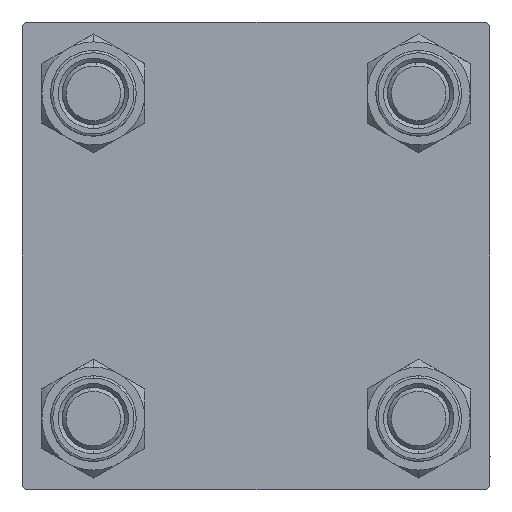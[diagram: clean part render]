
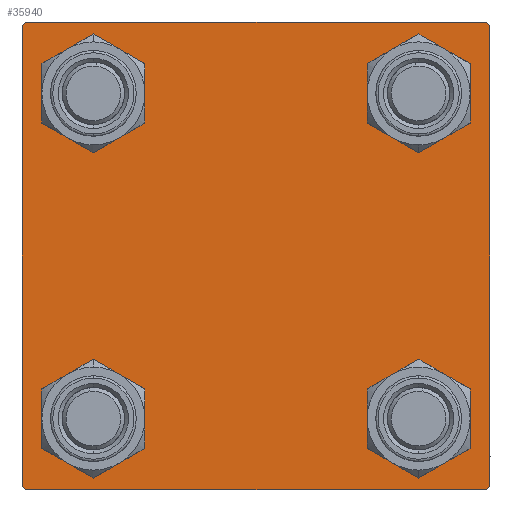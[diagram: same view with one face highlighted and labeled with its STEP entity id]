
A CAD part, left-side view. The second image highlights one B-rep face of the part: STEP entity #35940.
In plain terms, the highlighted planar face has unit normal (-1, 0, 0).
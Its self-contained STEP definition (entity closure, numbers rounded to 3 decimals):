
#494 = EDGE_CURVE ( 'NONE', #25703, #13302, #27919, .T. ) ;
#1200 = CARTESIAN_POINT ( 'NONE',  ( 0., -29.5, -30. ) ) ;
#1601 = VERTEX_POINT ( 'NONE', #28618 ) ;
#2320 = LINE ( 'NONE', #28954, #29741 ) ;
#3225 = CIRCLE ( 'NONE', #32368, 4.5 ) ;
#3440 = LINE ( 'NONE', #33887, #43231 ) ;
#4167 = AXIS2_PLACEMENT_3D ( 'NONE', #19983, #20225, #39025 ) ;
#4469 = CARTESIAN_POINT ( 'NONE',  ( 0., -20.85, 25.35 ) ) ;
#4954 = AXIS2_PLACEMENT_3D ( 'NONE', #6516, #41265, #32399 ) ;
#5254 = CARTESIAN_POINT ( 'NONE',  ( 0., -20.85, -20.85 ) ) ;
#5466 = EDGE_CURVE ( 'NONE', #1601, #44534, #3440, .T. ) ;
#5760 = VERTEX_POINT ( 'NONE', #33831 ) ;
#6012 = ORIENTED_EDGE ( 'NONE', *, *, #22300, .T. ) ;
#6516 = CARTESIAN_POINT ( 'NONE',  ( 0., 20.85, 20.85 ) ) ;
#6623 = EDGE_LOOP ( 'NONE', ( #8166, #23226 ) ) ;
#6717 = DIRECTION ( 'NONE',  ( 1., 0., 0. ) ) ;
#6860 = CARTESIAN_POINT ( 'NONE',  ( 0., -20.85, -25.35 ) ) ;
#6873 = CARTESIAN_POINT ( 'NONE',  ( 0., -30., -29.5 ) ) ;
#7550 = AXIS2_PLACEMENT_3D ( 'NONE', #35537, #16764, #27426 ) ;
#7553 = CARTESIAN_POINT ( 'NONE',  ( 0., 29.5, 30. ) ) ;
#8166 = ORIENTED_EDGE ( 'NONE', *, *, #39676, .T. ) ;
#8325 = FACE_BOUND ( 'NONE', #43616, .T. ) ;
#8362 = LINE ( 'NONE', #47945, #29441 ) ;
#9327 = AXIS2_PLACEMENT_3D ( 'NONE', #34549, #46243, #15021 ) ;
#9353 = LINE ( 'NONE', #21750, #45404 ) ;
#9369 = EDGE_CURVE ( 'NONE', #14111, #5760, #12472, .T. ) ;
#9486 = EDGE_CURVE ( 'NONE', #25703, #40542, #8362, .T. ) ;
#9562 = DIRECTION ( 'NONE',  ( 1., 0., 0. ) ) ;
#11799 = ORIENTED_EDGE ( 'NONE', *, *, #29508, .T. ) ;
#12132 = CIRCLE ( 'NONE', #48592, 4.5 ) ;
#12472 = CIRCLE ( 'NONE', #46509, 4.5 ) ;
#12633 = EDGE_CURVE ( 'NONE', #29787, #44641, #26110, .T. ) ;
#13302 = VERTEX_POINT ( 'NONE', #47999 ) ;
#13909 = VERTEX_POINT ( 'NONE', #45975 ) ;
#14111 = VERTEX_POINT ( 'NONE', #23840 ) ;
#15021 = DIRECTION ( 'NONE',  ( 0., 0., 1. ) ) ;
#15138 = EDGE_LOOP ( 'NONE', ( #26647, #37955, #41604, #6012, #15542, #21014, #40129, #30770 ) ) ;
#15542 = ORIENTED_EDGE ( 'NONE', *, *, #9486, .F. ) ;
#16330 = CIRCLE ( 'NONE', #4954, 4.5 ) ;
#16686 = EDGE_CURVE ( 'NONE', #44641, #1601, #23177, .T. ) ;
#16764 = DIRECTION ( 'NONE',  ( 1., 0., 0. ) ) ;
#17791 = DIRECTION ( 'NONE',  ( 0., -0.707, 0.707 ) ) ;
#17880 = EDGE_CURVE ( 'NONE', #43129, #39131, #49078, .T. ) ;
#18148 = VERTEX_POINT ( 'NONE', #4469 ) ;
#18377 = DIRECTION ( 'NONE',  ( 0., 0., 1. ) ) ;
#19494 = CARTESIAN_POINT ( 'NONE',  ( 0., 30., 29.5 ) ) ;
#19983 = CARTESIAN_POINT ( 'NONE',  ( 0., 0., 0. ) ) ;
#20225 = DIRECTION ( 'NONE',  ( -1., 0., 0. ) ) ;
#20732 = FACE_BOUND ( 'NONE', #27534, .T. ) ;
#20765 = EDGE_CURVE ( 'NONE', #29787, #13302, #31878, .T. ) ;
#21014 = ORIENTED_EDGE ( 'NONE', *, *, #494, .T. ) ;
#21750 = CARTESIAN_POINT ( 'NONE',  ( 0., 30., -30. ) ) ;
#22300 = EDGE_CURVE ( 'NONE', #27961, #40542, #2320, .T. ) ;
#23059 = EDGE_CURVE ( 'NONE', #13909, #26131, #28936, .T. ) ;
#23177 = LINE ( 'NONE', #41957, #42646 ) ;
#23226 = ORIENTED_EDGE ( 'NONE', *, *, #9369, .T. ) ;
#23840 = CARTESIAN_POINT ( 'NONE',  ( 0., 20.85, -25.35 ) ) ;
#24017 = DIRECTION ( 'NONE',  ( 0., -1., 0. ) ) ;
#24346 = DIRECTION ( 'NONE',  ( 0., 0., -1. ) ) ;
#24544 = FACE_BOUND ( 'NONE', #47281, .T. ) ;
#24616 = CARTESIAN_POINT ( 'NONE',  ( 0., -29.75, 29.75 ) ) ;
#24784 = DIRECTION ( 'NONE',  ( 0., 0., 1. ) ) ;
#24913 = AXIS2_PLACEMENT_3D ( 'NONE', #30043, #6717, #18377 ) ;
#25291 = CARTESIAN_POINT ( 'NONE',  ( 0., -20.85, 16.35 ) ) ;
#25617 = CARTESIAN_POINT ( 'NONE',  ( 0., 29.75, 29.75 ) ) ;
#25703 = VERTEX_POINT ( 'NONE', #25991 ) ;
#25991 = CARTESIAN_POINT ( 'NONE',  ( 0., -30., 29.5 ) ) ;
#26110 = LINE ( 'NONE', #25617, #44172 ) ;
#26131 = VERTEX_POINT ( 'NONE', #6860 ) ;
#26647 = ORIENTED_EDGE ( 'NONE', *, *, #16686, .T. ) ;
#27385 = DIRECTION ( 'NONE',  ( 0., 0., -1. ) ) ;
#27426 = DIRECTION ( 'NONE',  ( 0., 0., 1. ) ) ;
#27534 = EDGE_LOOP ( 'NONE', ( #11799, #44582 ) ) ;
#27919 = LINE ( 'NONE', #24616, #37370 ) ;
#27961 = VERTEX_POINT ( 'NONE', #1200 ) ;
#28196 = ORIENTED_EDGE ( 'NONE', *, *, #17880, .T. ) ;
#28338 = FACE_BOUND ( 'NONE', #6623, .T. ) ;
#28618 = CARTESIAN_POINT ( 'NONE',  ( 0., 30., -29.5 ) ) ;
#28936 = CIRCLE ( 'NONE', #24913, 4.5 ) ;
#28954 = CARTESIAN_POINT ( 'NONE',  ( 0., -29.75, -29.75 ) ) ;
#29441 = VECTOR ( 'NONE', #27385, 1000. ) ;
#29508 = EDGE_CURVE ( 'NONE', #18148, #44869, #41316, .T. ) ;
#29690 = EDGE_CURVE ( 'NONE', #44534, #27961, #9353, .T. ) ;
#29741 = VECTOR ( 'NONE', #17791, 1000. ) ;
#29787 = VERTEX_POINT ( 'NONE', #7553 ) ;
#30043 = CARTESIAN_POINT ( 'NONE',  ( 0., -20.85, -20.85 ) ) ;
#30770 = ORIENTED_EDGE ( 'NONE', *, *, #12633, .T. ) ;
#31294 = EDGE_CURVE ( 'NONE', #26131, #13909, #12132, .T. ) ;
#31329 = ORIENTED_EDGE ( 'NONE', *, *, #31294, .T. ) ;
#31363 = CARTESIAN_POINT ( 'NONE',  ( 0., 20.85, 16.35 ) ) ;
#31578 = EDGE_CURVE ( 'NONE', #44869, #18148, #3225, .T. ) ;
#31652 = PLANE ( 'NONE',  #4167 ) ;
#31878 = LINE ( 'NONE', #39739, #49995 ) ;
#32021 = ORIENTED_EDGE ( 'NONE', *, *, #23059, .T. ) ;
#32368 = AXIS2_PLACEMENT_3D ( 'NONE', #44457, #32506, #40138 ) ;
#32399 = DIRECTION ( 'NONE',  ( 0., 0., 1. ) ) ;
#32407 = AXIS2_PLACEMENT_3D ( 'NONE', #43863, #42681, #35046 ) ;
#32506 = DIRECTION ( 'NONE',  ( 1., 0., 0. ) ) ;
#33831 = CARTESIAN_POINT ( 'NONE',  ( 0., 20.85, -16.35 ) ) ;
#33887 = CARTESIAN_POINT ( 'NONE',  ( 0., 29.75, -29.75 ) ) ;
#34397 = DIRECTION ( 'NONE',  ( 0., -0.707, -0.707 ) ) ;
#34516 = DIRECTION ( 'NONE',  ( 1., 0., 0. ) ) ;
#34549 = CARTESIAN_POINT ( 'NONE',  ( 0., 20.85, 20.85 ) ) ;
#35046 = DIRECTION ( 'NONE',  ( 0., 0., 1. ) ) ;
#35537 = CARTESIAN_POINT ( 'NONE',  ( 0., 20.85, -20.85 ) ) ;
#35940 = ADVANCED_FACE ( 'NONE', ( #20732, #8325, #28338, #24544, #46672 ), #31652, .T. ) ;
#36007 = EDGE_CURVE ( 'NONE', #39131, #43129, #16330, .T. ) ;
#37370 = VECTOR ( 'NONE', #39843, 1000. ) ;
#37472 = CIRCLE ( 'NONE', #7550, 4.5 ) ;
#37955 = ORIENTED_EDGE ( 'NONE', *, *, #5466, .T. ) ;
#38033 = CARTESIAN_POINT ( 'NONE',  ( 0., 29.5, -30. ) ) ;
#39025 = DIRECTION ( 'NONE',  ( 0., 0., 1. ) ) ;
#39131 = VERTEX_POINT ( 'NONE', #42536 ) ;
#39676 = EDGE_CURVE ( 'NONE', #5760, #14111, #37472, .T. ) ;
#39739 = CARTESIAN_POINT ( 'NONE',  ( 0., 30., 30. ) ) ;
#39843 = DIRECTION ( 'NONE',  ( 0., 0.707, 0.707 ) ) ;
#40129 = ORIENTED_EDGE ( 'NONE', *, *, #20765, .F. ) ;
#40138 = DIRECTION ( 'NONE',  ( 0., 0., 1. ) ) ;
#40292 = DIRECTION ( 'NONE',  ( 0., -1., 0. ) ) ;
#40542 = VERTEX_POINT ( 'NONE', #6873 ) ;
#41265 = DIRECTION ( 'NONE',  ( 1., 0., 0. ) ) ;
#41316 = CIRCLE ( 'NONE', #32407, 4.5 ) ;
#41596 = DIRECTION ( 'NONE',  ( 0., 0.707, -0.707 ) ) ;
#41604 = ORIENTED_EDGE ( 'NONE', *, *, #29690, .T. ) ;
#41957 = CARTESIAN_POINT ( 'NONE',  ( 0., 30., 30. ) ) ;
#42536 = CARTESIAN_POINT ( 'NONE',  ( 0., 20.85, 25.35 ) ) ;
#42646 = VECTOR ( 'NONE', #24346, 1000. ) ;
#42681 = DIRECTION ( 'NONE',  ( 1., 0., 0. ) ) ;
#43129 = VERTEX_POINT ( 'NONE', #31363 ) ;
#43231 = VECTOR ( 'NONE', #34397, 1000. ) ;
#43616 = EDGE_LOOP ( 'NONE', ( #32021, #31329 ) ) ;
#43863 = CARTESIAN_POINT ( 'NONE',  ( 0., -20.85, 20.85 ) ) ;
#44172 = VECTOR ( 'NONE', #41596, 1000. ) ;
#44457 = CARTESIAN_POINT ( 'NONE',  ( 0., -20.85, 20.85 ) ) ;
#44534 = VERTEX_POINT ( 'NONE', #38033 ) ;
#44582 = ORIENTED_EDGE ( 'NONE', *, *, #31578, .T. ) ;
#44641 = VERTEX_POINT ( 'NONE', #19494 ) ;
#44869 = VERTEX_POINT ( 'NONE', #25291 ) ;
#45267 = ORIENTED_EDGE ( 'NONE', *, *, #36007, .T. ) ;
#45404 = VECTOR ( 'NONE', #40292, 1000. ) ;
#45975 = CARTESIAN_POINT ( 'NONE',  ( 0., -20.85, -16.35 ) ) ;
#46243 = DIRECTION ( 'NONE',  ( 1., 0., 0. ) ) ;
#46509 = AXIS2_PLACEMENT_3D ( 'NONE', #49773, #34516, #50021 ) ;
#46672 = FACE_OUTER_BOUND ( 'NONE', #15138, .T. ) ;
#47281 = EDGE_LOOP ( 'NONE', ( #45267, #28196 ) ) ;
#47945 = CARTESIAN_POINT ( 'NONE',  ( 0., -30., 30. ) ) ;
#47999 = CARTESIAN_POINT ( 'NONE',  ( 0., -29.5, 30. ) ) ;
#48592 = AXIS2_PLACEMENT_3D ( 'NONE', #5254, #9562, #24784 ) ;
#49078 = CIRCLE ( 'NONE', #9327, 4.5 ) ;
#49773 = CARTESIAN_POINT ( 'NONE',  ( 0., 20.85, -20.85 ) ) ;
#49995 = VECTOR ( 'NONE', #24017, 1000. ) ;
#50021 = DIRECTION ( 'NONE',  ( 0., 0., 1. ) ) ;
